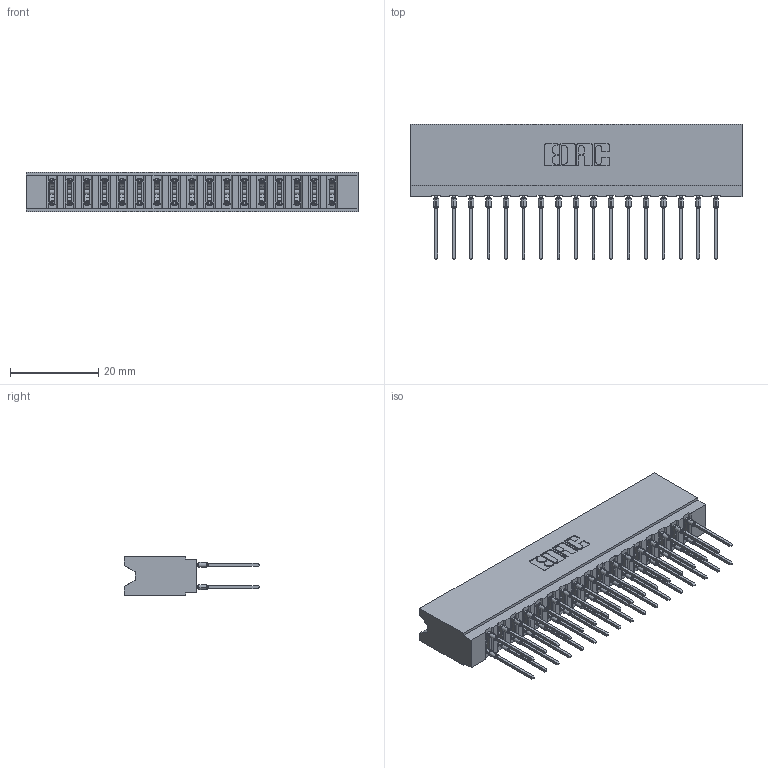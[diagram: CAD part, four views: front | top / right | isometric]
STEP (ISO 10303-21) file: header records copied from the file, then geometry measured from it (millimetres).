
FILE_DESCRIPTION (( 'STEP AP203' ), '1' );
FILE_NAME ('737-034-540-206.STEP', '2026-03-05T22:31:54', ( '' ), ( '' ), 'SwSTEP 2.0', 'SolidWorks 2023', '' );
FILE_SCHEMA (( 'CONFIG_CONTROL_DESIGN' ));
Length unit declared in the file: millimetre
Products named in the file (3): 745-292-001_540; 737-034-540-206; 737 Part_Insulator Option - 06
Assembly tree (35 placements, depth 2):
  737-034-540-206
    737 Part_Insulator Option - 06
    745-292-001_540  x34
Bounding box: 75.23 x 30.62 x 8.89 mm (x, y, z)
Volume: 7614.2 mm3; surface area: 11327.2 mm2
Topology: 35 solids, 35 shells, 3155 faces, 8485 edges, 5338 vertices
Faces by surface type: plane 1636, bspline 680, cylinder 635, torus 204
Entity records: 32581 total; most frequent: CARTESIAN_POINT 6166, ORIENTED_EDGE 5552, DIRECTION 4868, EDGE_CURVE 2776, VECTOR 2492, LINE 2492, VERTEX_POINT 1774, AXIS2_PLACEMENT_3D 1188
